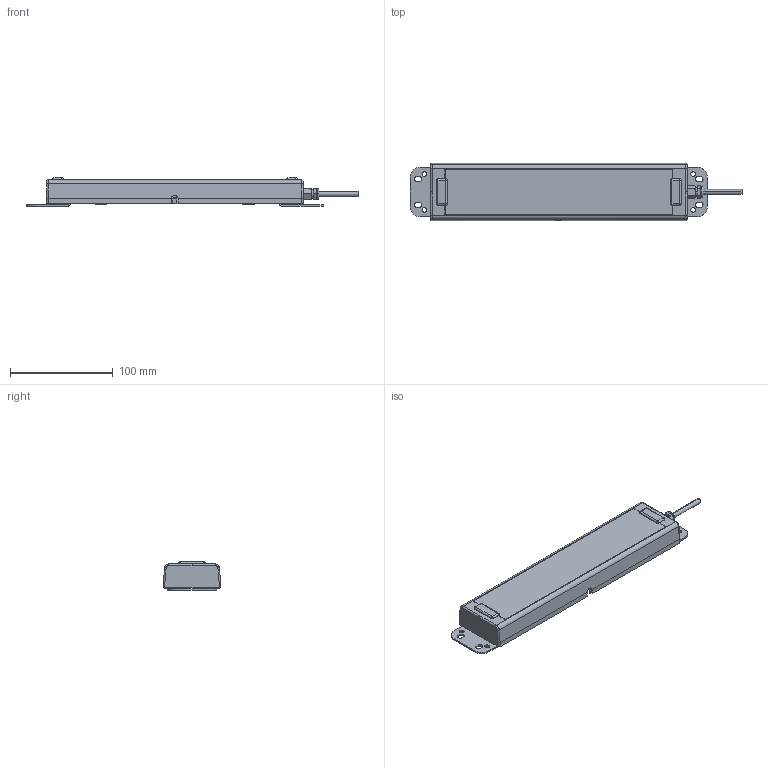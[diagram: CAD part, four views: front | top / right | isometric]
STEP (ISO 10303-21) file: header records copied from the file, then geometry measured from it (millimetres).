
FILE_DESCRIPTION (( 'STEP AP214' ), '1' );
FILE_NAME ('CWK2S-24-CD.step', '2019-03-26T15:50:26', ( '' ), ( '' ), 'SwSTEP 2.0', 'SolidWorks 2018', '' );
FILE_SCHEMA (( 'AUTOMOTIVE_DESIGN' ));
Length unit declared in the file: millimetre
Products named in the file (1): CWK2S-24-CD
Bounding box: 323.6 x 56 x 27.5 mm (x, y, z)
Volume: 233775.1 mm3; surface area: 69127.9 mm2
Topology: 7 solids, 7 shells, 411 faces, 1050 edges, 665 vertices
Faces by surface type: plane 208, cylinder 126, bspline 43, cone 34
Entity records: 16843 total; most frequent: CARTESIAN_POINT 3780, ORIENTED_EDGE 2084, DIRECTION 1997, EDGE_CURVE 1042, AXIS2_PLACEMENT_3D 706, VERTEX_POINT 665, LINE 585, VECTOR 585
